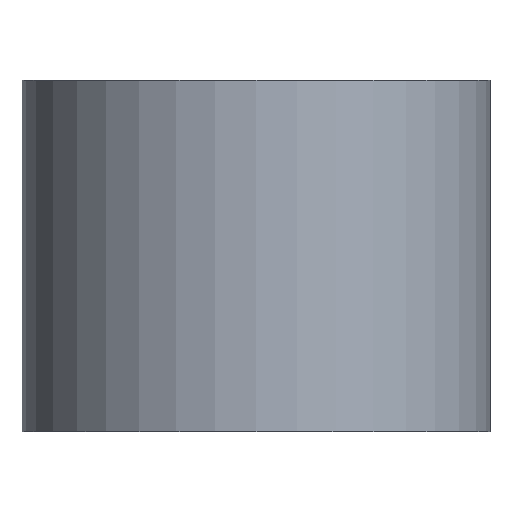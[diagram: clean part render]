
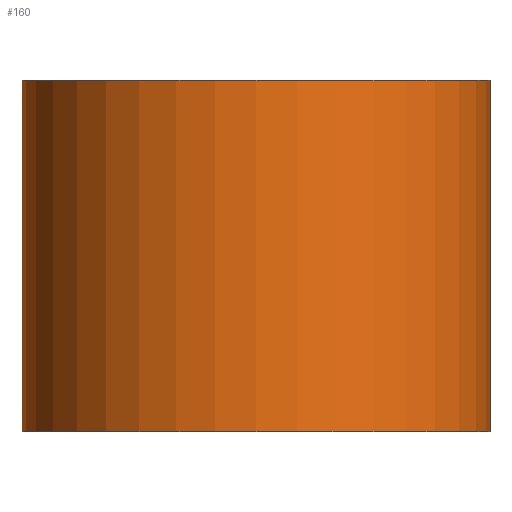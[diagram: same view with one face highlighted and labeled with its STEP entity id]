
A CAD part, front view. The second image highlights one B-rep face of the part: STEP entity #160.
In plain terms, the highlighted cylindrical face has radius 20 mm (diameter 40 mm), a partial arc.
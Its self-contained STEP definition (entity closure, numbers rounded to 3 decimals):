
#16=CARTESIAN_POINT('',(0.,0.,-15.));
#17=DIRECTION('',(0.,0.,1.));
#18=DIRECTION('',(-1.,0.,0.));
#19=AXIS2_PLACEMENT_3D('',#16,#17,#18);
#44=CARTESIAN_POINT('',(0.,0.,15.));
#45=DIRECTION('',(0.,0.,1.));
#46=DIRECTION('',(-1.,0.,0.));
#47=AXIS2_PLACEMENT_3D('',#44,#45,#46);
#49=DIRECTION('',(0.,0.,1.));
#50=VECTOR('',#49,30.);
#51=CARTESIAN_POINT('',(20.,0.,-15.));
#52=LINE('',#51,#50);
#53=DIRECTION('',(0.,0.,1.));
#54=VECTOR('',#53,30.);
#55=CARTESIAN_POINT('',(-20.,0.,-15.));
#56=LINE('',#55,#54);
#61=CARTESIAN_POINT('',(20.,0.,-15.));
#62=CARTESIAN_POINT('',(-20.,0.,-15.));
#63=VERTEX_POINT('',#61);
#64=VERTEX_POINT('',#62);
#69=CARTESIAN_POINT('',(20.,0.,15.));
#70=CARTESIAN_POINT('',(-20.,0.,15.));
#71=VERTEX_POINT('',#69);
#72=VERTEX_POINT('',#70);
#149=CARTESIAN_POINT('',(0.,0.,-15.));
#150=DIRECTION('',(0.,0.,1.));
#151=DIRECTION('',(1.,0.,0.));
#152=AXIS2_PLACEMENT_3D('',#149,#150,#151);
#153=CYLINDRICAL_SURFACE('',#152,20.);
#154=ORIENTED_EDGE('',*,*,#80,.F.);
#155=ORIENTED_EDGE('',*,*,#144,.T.);
#156=ORIENTED_EDGE('',*,*,#126,.T.);
#157=ORIENTED_EDGE('',*,*,#141,.F.);
#158=EDGE_LOOP('',(#154,#155,#156,#157));
#159=FACE_OUTER_BOUND('',#158,.F.);
#20=CIRCLE('',#19,20.);
#48=CIRCLE('',#47,20.);
#80=EDGE_CURVE('',#64,#63,#20,.T.);
#126=EDGE_CURVE('',#72,#71,#48,.T.);
#141=EDGE_CURVE('',#63,#71,#52,.T.);
#144=EDGE_CURVE('',#64,#72,#56,.T.);
#160=ADVANCED_FACE('',(#159),#153,.T.);
